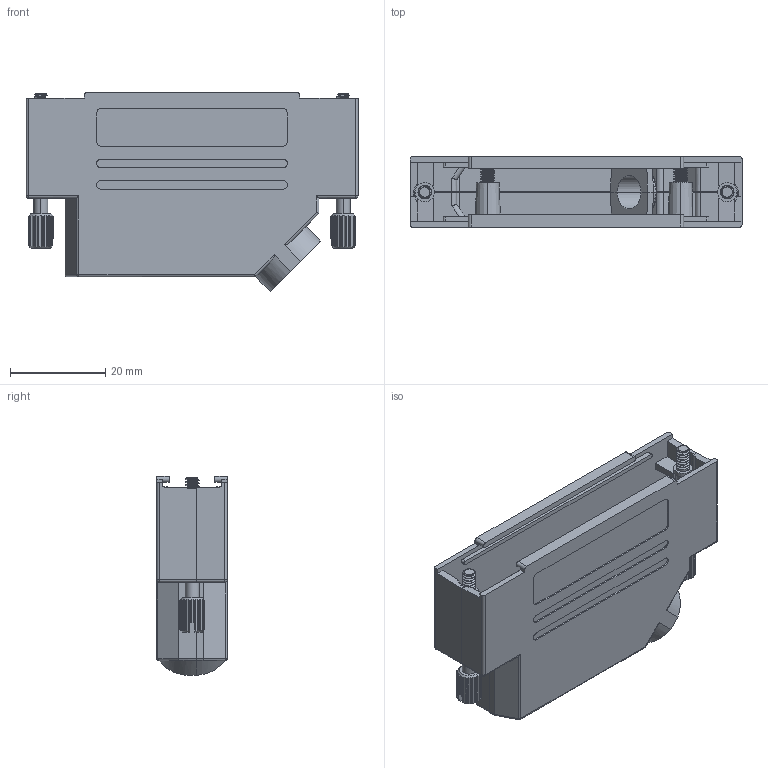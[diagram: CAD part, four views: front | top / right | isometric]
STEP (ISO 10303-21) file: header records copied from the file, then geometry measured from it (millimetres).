
FILE_DESCRIPTION (( 'STEP AP214' ), '1' );
FILE_NAME ('6688-9558.STEP', '2023-01-31T09:46:51', ( '' ), ( '' ), 'SwSTEP 2.0', 'SolidWorks 2021', '' );
FILE_SCHEMA (( 'AUTOMOTIVE_DESIGN' ));
Length unit declared in the file: millimetre
Products named in the file (6): 6688-9558; 6826-0141-01; 6855-0117-02; 6805-0106-14; 6522-0121-05 (7mm); 6805-0106-04
Assembly tree (8 placements, depth 2):
  6688-9558
    6805-0106-14
    6522-0121-05 (7mm)  x2
    6805-0106-04
    6826-0141-01  x2
    6855-0117-02  x2
Bounding box: 69.7 x 14.8 x 41.8 mm (x, y, z)
Volume: 10324.1 mm3; surface area: 17590.4 mm2
Topology: 8 solids, 8 shells, 854 faces, 2352 edges, 1536 vertices
Faces by surface type: plane 454, cylinder 327, cone 39, bspline 18, torus 10, sphere 6
Entity records: 22558 total; most frequent: CARTESIAN_POINT 7720, ORIENTED_EDGE 3248, DIRECTION 2862, EDGE_CURVE 1624, VERTEX_POINT 1060, VECTOR 956, LINE 956, AXIS2_PLACEMENT_3D 953
